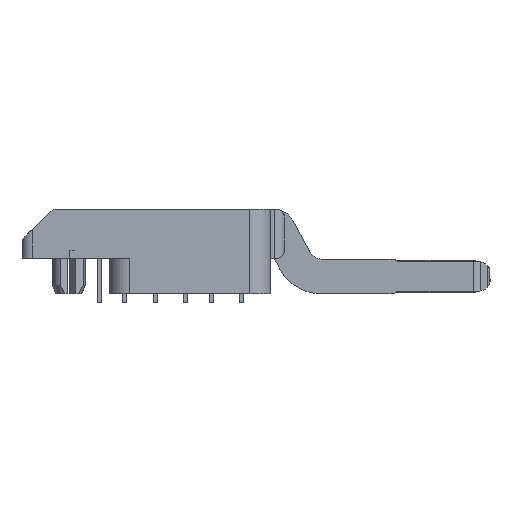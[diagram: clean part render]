
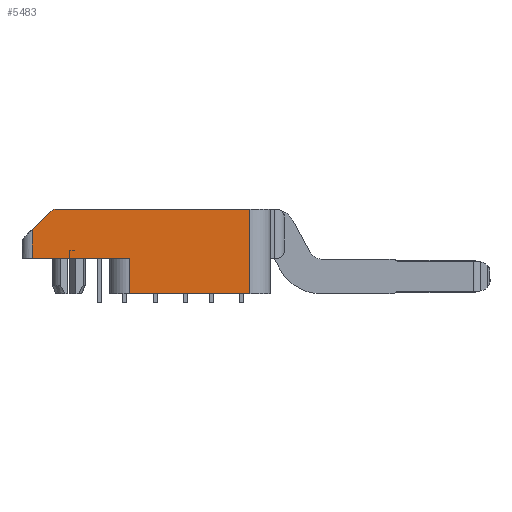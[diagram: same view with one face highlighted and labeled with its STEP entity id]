
A CAD part, left-side view. The second image highlights one B-rep face of the part: STEP entity #5483.
In plain terms, the highlighted planar face has unit normal (-1, 0, 0).
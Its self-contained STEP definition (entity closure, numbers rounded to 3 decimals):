
#5142=CARTESIAN_POINT('',(-34.95,6.8,0.));
#5143=VERTEX_POINT('',#5142);
#5151=CARTESIAN_POINT('',(-34.95,6.8,1.42));
#5152=VERTEX_POINT('',#5151);
#5153=CARTESIAN_POINT('',(-34.95,6.8,0.));
#5154=DIRECTION('',(0.0,0.0,1.0));
#5155=VECTOR('',#5154,1.42);
#5156=LINE('',#5153,#5155);
#5157=EDGE_CURVE('',#5143,#5152,#5156,.T.);
#5257=CARTESIAN_POINT('',(-34.95,2.,-1.73));
#5258=VERTEX_POINT('',#5257);
#5266=CARTESIAN_POINT('',(-34.95,2.,0.));
#5267=VERTEX_POINT('',#5266);
#5268=CARTESIAN_POINT('',(-34.95,2.,-1.73));
#5269=DIRECTION('',(0.0,0.0,1.0));
#5270=VECTOR('',#5269,1.73);
#5271=LINE('',#5268,#5270);
#5272=EDGE_CURVE('',#5258,#5267,#5271,.T.);
#5289=CARTESIAN_POINT('',(-34.95,2.,0.));
#5290=DIRECTION('',(0.0,1.0,0.0));
#5291=VECTOR('',#5290,4.8);
#5292=LINE('',#5289,#5291);
#5293=EDGE_CURVE('',#5267,#5143,#5292,.T.);
#5389=CARTESIAN_POINT('',(-34.95,5.946,2.274));
#5390=VERTEX_POINT('',#5389);
#5391=CARTESIAN_POINT('',(-34.95,6.8,1.42));
#5392=DIRECTION('',(0.0,-0.707,0.707));
#5393=VECTOR('',#5392,1.207);
#5394=LINE('',#5391,#5393);
#5395=EDGE_CURVE('',#5152,#5390,#5394,.T.);
#5423=CARTESIAN_POINT('',(-34.95,5.593,2.42));
#5424=VERTEX_POINT('',#5423);
#5439=CARTESIAN_POINT('',(-34.95,5.593,1.92));
#5440=DIRECTION('',(1.0,0.,0.));
#5441=DIRECTION('',(0.,0.,1.0));
#5442=AXIS2_PLACEMENT_3D('',#5439,#5440,#5441);
#5443=CIRCLE('',#5442,0.5);
#5444=EDGE_CURVE('',#5390,#5424,#5443,.T.);
#5449=CARTESIAN_POINT('',(-34.95,1.45,2.52));
#5450=DIRECTION('',(1.0,0.0,0.0));
#5451=DIRECTION('',(0.0,0.0,-1.0));
#5452=AXIS2_PLACEMENT_3D('',#5449,#5450,#5451);
#5453=PLANE('',#5452);
#5454=CARTESIAN_POINT('',(-34.95,-3.9,2.42));
#5455=VERTEX_POINT('',#5454);
#5456=CARTESIAN_POINT('',(-34.95,5.593,2.42));
#5457=DIRECTION('',(0.0,-1.0,0.0));
#5458=VECTOR('',#5457,9.493);
#5459=LINE('',#5456,#5458);
#5460=EDGE_CURVE('',#5424,#5455,#5459,.T.);
#5461=ORIENTED_EDGE('',*,*,#5460,.F.);
#5462=ORIENTED_EDGE('',*,*,#5444,.F.);
#5463=ORIENTED_EDGE('',*,*,#5395,.F.);
#5464=ORIENTED_EDGE('',*,*,#5157,.F.);
#5465=ORIENTED_EDGE('',*,*,#5293,.F.);
#5466=ORIENTED_EDGE('',*,*,#5272,.F.);
#5467=CARTESIAN_POINT('',(-34.95,-3.9,-1.73));
#5468=VERTEX_POINT('',#5467);
#5469=CARTESIAN_POINT('',(-34.95,-3.9,-1.73));
#5470=DIRECTION('',(0.0,1.0,0.0));
#5471=VECTOR('',#5470,5.9);
#5472=LINE('',#5469,#5471);
#5473=EDGE_CURVE('',#5468,#5258,#5472,.T.);
#5474=ORIENTED_EDGE('',*,*,#5473,.F.);
#5475=CARTESIAN_POINT('',(-34.95,-3.9,2.42));
#5476=DIRECTION('',(0.0,0.0,-1.0));
#5477=VECTOR('',#5476,4.15);
#5478=LINE('',#5475,#5477);
#5479=EDGE_CURVE('',#5455,#5468,#5478,.T.);
#5480=ORIENTED_EDGE('',*,*,#5479,.F.);
#5481=EDGE_LOOP('',(#5461,#5462,#5463,#5464,#5465,#5466,#5474,#5480));
#5482=FACE_OUTER_BOUND('',#5481,.T.);
#5483=ADVANCED_FACE('',(#5482),#5453,.F.);
